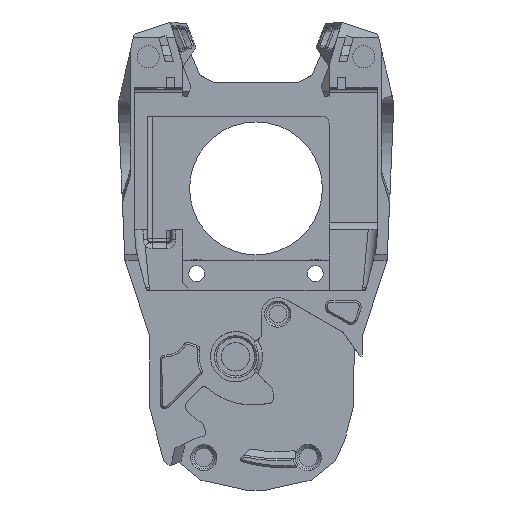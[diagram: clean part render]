
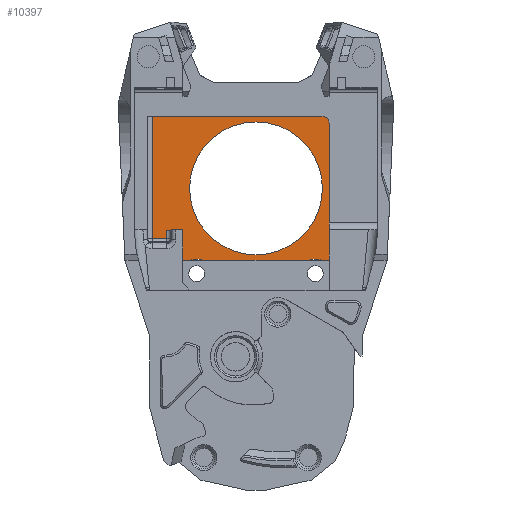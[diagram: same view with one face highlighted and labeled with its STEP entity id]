
A CAD part, top view. The second image highlights one B-rep face of the part: STEP entity #10397.
In plain terms, the highlighted planar face has unit normal (0, 0, 1).
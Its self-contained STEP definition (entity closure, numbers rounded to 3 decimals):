
#519=FACE_BOUND('',#1830,.T.);
#726=CIRCLE('',#11038,0.4);
#727=CIRCLE('',#11040,3.1);
#728=CIRCLE('',#11041,3.1);
#730=CIRCLE('',#11044,0.4);
#731=CIRCLE('',#11046,0.4);
#732=CIRCLE('',#11048,3.1);
#733=CIRCLE('',#11049,3.1);
#735=CIRCLE('',#11052,0.4);
#737=CIRCLE('',#11057,14.);
#806=CIRCLE('',#11227,1.5);
#1241=FACE_OUTER_BOUND('',#1829,.T.);
#1829=EDGE_LOOP('',(#7973,#7974,#7975,#7976,#7977,#7978,#7979,#7980,#7981,
#7982,#7983,#7984,#7985,#7986,#7987,#7988,#7989,#7990,#7991));
#1830=EDGE_LOOP('',(#7992));
#2464=LINE('',#15536,#3411);
#2465=LINE('',#15538,#3412);
#2479=LINE('',#15586,#3426);
#2483=LINE('',#15593,#3430);
#2625=LINE('',#16050,#3572);
#2664=LINE('',#16188,#3611);
#2666=LINE('',#16191,#3613);
#2667=LINE('',#16192,#3614);
#2668=LINE('',#16195,#3615);
#2669=LINE('',#16198,#3616);
#3411=VECTOR('',#12579,10.);
#3412=VECTOR('',#12582,10.);
#3426=VECTOR('',#12630,10.);
#3430=VECTOR('',#12638,10.);
#3572=VECTOR('',#13028,10.);
#3611=VECTOR('',#13159,10.);
#3613=VECTOR('',#13161,10.);
#3614=VECTOR('',#13162,10.);
#3615=VECTOR('',#13165,10.);
#3616=VECTOR('',#13168,10.);
#4254=VERTEX_POINT('',#15059);
#4342=VERTEX_POINT('',#15347);
#4372=VERTEX_POINT('',#15534);
#4373=VERTEX_POINT('',#15540);
#4374=VERTEX_POINT('',#15542);
#4375=VERTEX_POINT('',#15546);
#4376=VERTEX_POINT('',#15547);
#4378=VERTEX_POINT('',#15555);
#4379=VERTEX_POINT('',#15559);
#4380=VERTEX_POINT('',#15561);
#4381=VERTEX_POINT('',#15565);
#4382=VERTEX_POINT('',#15566);
#4384=VERTEX_POINT('',#15574);
#4388=VERTEX_POINT('',#15583);
#4389=VERTEX_POINT('',#15585);
#4391=VERTEX_POINT('',#15595);
#4522=VERTEX_POINT('',#16047);
#4564=VERTEX_POINT('',#16189);
#4565=VERTEX_POINT('',#16194);
#4566=VERTEX_POINT('',#16196);
#5531=EDGE_CURVE('',#4372,#4254,#2464,.T.);
#5532=EDGE_CURVE('',#4254,#4342,#2465,.T.);
#5535=EDGE_CURVE('',#4373,#4374,#726,.T.);
#5536=EDGE_CURVE('',#4375,#4376,#727,.T.);
#5538=EDGE_CURVE('',#4376,#4373,#728,.T.);
#5541=EDGE_CURVE('',#4378,#4375,#730,.T.);
#5545=EDGE_CURVE('',#4379,#4380,#731,.T.);
#5546=EDGE_CURVE('',#4381,#4382,#732,.T.);
#5548=EDGE_CURVE('',#4382,#4379,#733,.T.);
#5551=EDGE_CURVE('',#4384,#4381,#735,.T.);
#5556=EDGE_CURVE('',#4389,#4388,#2479,.T.);
#5561=EDGE_CURVE('',#4389,#4372,#2483,.F.);
#5562=EDGE_CURVE('',#4391,#4391,#737,.T.);
#5764=EDGE_CURVE('',#4342,#4522,#2625,.T.);
#5828=EDGE_CURVE('',#4388,#4384,#2664,.T.);
#5830=EDGE_CURVE('',#4374,#4564,#2666,.T.);
#5831=EDGE_CURVE('',#4380,#4378,#2667,.T.);
#5832=EDGE_CURVE('',#4564,#4565,#2668,.F.);
#5833=EDGE_CURVE('',#4565,#4566,#806,.F.);
#5834=EDGE_CURVE('',#4522,#4566,#2669,.T.);
#7973=ORIENTED_EDGE('',*,*,#5561,.F.);
#7974=ORIENTED_EDGE('',*,*,#5556,.T.);
#7975=ORIENTED_EDGE('',*,*,#5828,.T.);
#7976=ORIENTED_EDGE('',*,*,#5551,.T.);
#7977=ORIENTED_EDGE('',*,*,#5546,.T.);
#7978=ORIENTED_EDGE('',*,*,#5548,.T.);
#7979=ORIENTED_EDGE('',*,*,#5545,.T.);
#7980=ORIENTED_EDGE('',*,*,#5831,.T.);
#7981=ORIENTED_EDGE('',*,*,#5541,.T.);
#7982=ORIENTED_EDGE('',*,*,#5536,.T.);
#7983=ORIENTED_EDGE('',*,*,#5538,.T.);
#7984=ORIENTED_EDGE('',*,*,#5535,.T.);
#7985=ORIENTED_EDGE('',*,*,#5830,.T.);
#7986=ORIENTED_EDGE('',*,*,#5832,.T.);
#7987=ORIENTED_EDGE('',*,*,#5833,.T.);
#7988=ORIENTED_EDGE('',*,*,#5834,.F.);
#7989=ORIENTED_EDGE('',*,*,#5764,.F.);
#7990=ORIENTED_EDGE('',*,*,#5532,.F.);
#7991=ORIENTED_EDGE('',*,*,#5531,.F.);
#7992=ORIENTED_EDGE('',*,*,#5562,.T.);
#9982=PLANE('',#11226);
#10397=ADVANCED_FACE('',(#1241,#519),#9982,.F.);
#11038=AXIS2_PLACEMENT_3D('',#15544,#12587,#12588);
#11040=AXIS2_PLACEMENT_3D('',#15548,#12591,#12592);
#11041=AXIS2_PLACEMENT_3D('',#15550,#12594,#12595);
#11044=AXIS2_PLACEMENT_3D('',#15556,#12601,#12602);
#11046=AXIS2_PLACEMENT_3D('',#15563,#12608,#12609);
#11048=AXIS2_PLACEMENT_3D('',#15567,#12612,#12613);
#11049=AXIS2_PLACEMENT_3D('',#15569,#12615,#12616);
#11052=AXIS2_PLACEMENT_3D('',#15575,#12622,#12623);
#11057=AXIS2_PLACEMENT_3D('',#15596,#12641,#12642);
#11226=AXIS2_PLACEMENT_3D('',#16193,#13163,#13164);
#11227=AXIS2_PLACEMENT_3D('',#16197,#13166,#13167);
#12579=DIRECTION('',(0.,-1.,0.));
#12582=DIRECTION('',(-1.,0.,0.));
#12587=DIRECTION('center_axis',(0.,0.,
-1.));
#12588=DIRECTION('ref_axis',(0.,-1.,0.));
#12591=DIRECTION('center_axis',(0.,0.,
-1.));
#12592=DIRECTION('ref_axis',(0.,-1.,0.));
#12594=DIRECTION('center_axis',(0.,0.,
-1.));
#12595=DIRECTION('ref_axis',(0.,-1.,0.));
#12601=DIRECTION('center_axis',(0.,0.,
-1.));
#12602=DIRECTION('ref_axis',(0.,-1.,0.));
#12608=DIRECTION('center_axis',(0.,0.,
-1.));
#12609=DIRECTION('ref_axis',(0.,-1.,0.));
#12612=DIRECTION('center_axis',(0.,0.,
-1.));
#12613=DIRECTION('ref_axis',(0.,-1.,0.));
#12615=DIRECTION('center_axis',(0.,0.,
-1.));
#12616=DIRECTION('ref_axis',(0.,-1.,0.));
#12622=DIRECTION('center_axis',(0.,0.,
-1.));
#12623=DIRECTION('ref_axis',(0.,-1.,0.));
#12630=DIRECTION('',(0.,-1.,0.));
#12638=DIRECTION('',(1.,0.,0.));
#12641=DIRECTION('center_axis',(0.,0.,
-1.));
#12642=DIRECTION('ref_axis',(0.,1.,0.));
#13028=DIRECTION('',(0.,1.,0.));
#13159=DIRECTION('',(1.,0.,0.));
#13161=DIRECTION('',(1.,0.,0.));
#13162=DIRECTION('',(1.,0.,0.));
#13163=DIRECTION('center_axis',(0.,0.,
-1.));
#13164=DIRECTION('ref_axis',(-1.,0.,0.));
#13165=DIRECTION('',(0.,-1.,0.));
#13166=DIRECTION('center_axis',(0.,0.,
-1.));
#13167=DIRECTION('ref_axis',(0.,1.,0.));
#13168=DIRECTION('',(1.,0.,0.));
#15059=CARTESIAN_POINT('',(-111.623,-24.579,-28.237));
#15347=CARTESIAN_POINT('',(-114.623,-24.579,-28.237));
#15534=CARTESIAN_POINT('',(-111.623,-22.794,-28.237));
#15536=CARTESIAN_POINT('',(-111.623,-41.644,-28.237));
#15538=CARTESIAN_POINT('',(-77.073,-24.579,-28.237));
#15540=CARTESIAN_POINT('',(-77.966,-29.874,-28.237));
#15542=CARTESIAN_POINT('',(-77.675,-29.2,-28.237));
#15544=CARTESIAN_POINT('Origin',(-77.675,-29.6,-28.237));
#15546=CARTESIAN_POINT('',(-82.479,-29.874,-28.237));
#15547=CARTESIAN_POINT('',(-80.223,-28.9,-28.237));
#15548=CARTESIAN_POINT('Origin',(-80.223,-32.,-28.237));
#15550=CARTESIAN_POINT('Origin',(-80.223,-32.,-28.237));
#15555=CARTESIAN_POINT('',(-82.77,-29.2,-28.237));
#15556=CARTESIAN_POINT('Origin',(-82.77,-29.6,-28.237));
#15559=CARTESIAN_POINT('',(-102.966,-29.874,-28.237));
#15561=CARTESIAN_POINT('',(-102.675,-29.2,-28.237));
#15563=CARTESIAN_POINT('Origin',(-102.675,-29.6,-28.237));
#15565=CARTESIAN_POINT('',(-107.479,-29.874,-28.237));
#15566=CARTESIAN_POINT('',(-105.223,-28.9,-28.237));
#15567=CARTESIAN_POINT('Origin',(-105.223,-32.,-28.237));
#15569=CARTESIAN_POINT('Origin',(-105.223,-32.,-28.237));
#15574=CARTESIAN_POINT('',(-107.77,-29.2,-28.237));
#15575=CARTESIAN_POINT('Origin',(-107.77,-29.6,-28.237));
#15583=CARTESIAN_POINT('',(-108.123,-29.2,-28.237));
#15585=CARTESIAN_POINT('',(-108.123,-22.794,-28.237));
#15586=CARTESIAN_POINT('',(-108.123,-28.747,-28.237));
#15593=CARTESIAN_POINT('',(-72.288,-22.794,-28.237));
#15595=CARTESIAN_POINT('',(-92.723,-28.,-28.237));
#15596=CARTESIAN_POINT('Origin',(-92.723,-14.,-28.237));
#16047=CARTESIAN_POINT('',(-114.623,1.2,-28.237));
#16050=CARTESIAN_POINT('',(-114.623,-42.394,-28.237));
#16188=CARTESIAN_POINT('',(-92.723,-29.2,-28.237));
#16189=CARTESIAN_POINT('',(-77.323,-29.2,-28.237));
#16191=CARTESIAN_POINT('',(-92.723,-29.2,-28.237));
#16192=CARTESIAN_POINT('',(-92.723,-29.2,-28.237));
#16193=CARTESIAN_POINT('Origin',(-77.323,-58.494,-28.237));
#16194=CARTESIAN_POINT('',(-77.323,-0.3,-28.237));
#16195=CARTESIAN_POINT('',(-77.323,-40.347,-28.237));
#16196=CARTESIAN_POINT('',(-78.823,1.2,-28.237));
#16197=CARTESIAN_POINT('Origin',(-78.823,-0.3,-28.237));
#16198=CARTESIAN_POINT('',(-77.323,1.2,-28.237));
